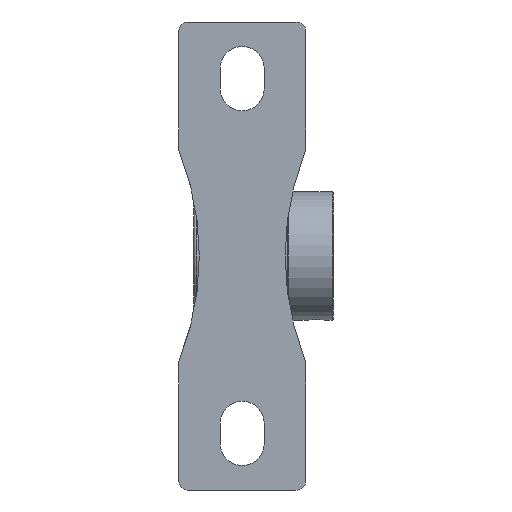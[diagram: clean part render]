
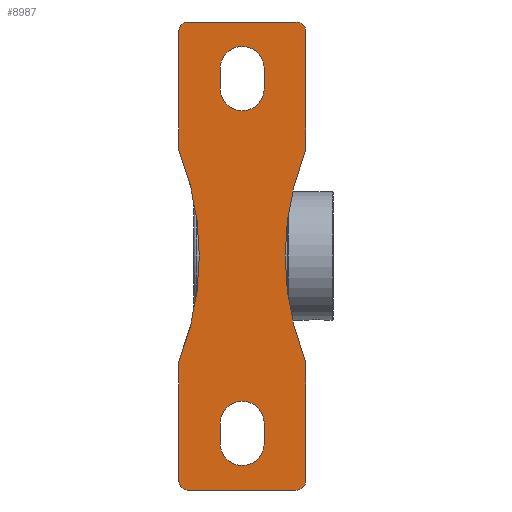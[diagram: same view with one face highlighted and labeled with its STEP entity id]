
A CAD part, front view. The second image highlights one B-rep face of the part: STEP entity #8987.
In plain terms, the highlighted face is planar.
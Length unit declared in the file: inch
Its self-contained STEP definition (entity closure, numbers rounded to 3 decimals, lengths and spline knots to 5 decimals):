
#286=CARTESIAN_POINT('',(0.5,0.,0.));
#287=VERTEX_POINT('',#286);
#313=CARTESIAN_POINT('',(0.73113,-1.20875,0.));
#314=VERTEX_POINT('',#313);
#321=CARTESIAN_POINT('',(3.77626,0.,0.));
#322=DIRECTION('',(0.,0.,1.));
#323=DIRECTION('',(1.,0.,-0.));
#324=AXIS2_PLACEMENT_3D('',#321,#322,#323);
#325=CIRCLE('',#324,3.27626);
#326=EDGE_CURVE('',#287,#314,#325,.T.);
#4652=CARTESIAN_POINT('',(0.73819,1.24565,0.));
#4653=VERTEX_POINT('',#4652);
#4660=CARTESIAN_POINT('',(0.73819,2.62638,0.));
#4661=VERTEX_POINT('',#4660);
#4662=CARTESIAN_POINT('',(0.73819,2.68701,0.));
#4663=DIRECTION('',(0.,-1.,0.));
#4664=VECTOR('',#4663,0.54359);
#4665=LINE('',#4662,#4664);
#4666=EDGE_CURVE('',#4661,#4653,#4665,.T.);
#4748=CARTESIAN_POINT('',(0.73113,1.20875,0.));
#4749=VERTEX_POINT('',#4748);
#4756=CARTESIAN_POINT('',(0.63819,1.24565,0.));
#4757=DIRECTION('',(0.,0.,1.));
#4758=DIRECTION('',(0.982,-0.188,0.));
#4759=AXIS2_PLACEMENT_3D('',#4756,#4757,#4758);
#4760=CIRCLE('',#4759,0.1);
#4761=EDGE_CURVE('',#4749,#4653,#4760,.T.);
#5738=CARTESIAN_POINT('',(-0.73819,-1.24565,0.));
#5739=VERTEX_POINT('',#5738);
#5746=CARTESIAN_POINT('',(-0.73819,-2.62638,0.));
#5747=VERTEX_POINT('',#5746);
#5748=CARTESIAN_POINT('',(-0.73819,-2.68701,0.));
#5749=DIRECTION('',(0.,1.,0.));
#5750=VECTOR('',#5749,0.54359);
#5751=LINE('',#5748,#5750);
#5752=EDGE_CURVE('',#5747,#5739,#5751,.T.);
#5770=CARTESIAN_POINT('',(-0.73113,-1.20875,0.));
#5771=VERTEX_POINT('',#5770);
#5778=CARTESIAN_POINT('',(-0.63819,-1.24565,0.));
#5779=DIRECTION('',(0.,0.,1.));
#5780=DIRECTION('',(-0.982,0.188,0.));
#5781=AXIS2_PLACEMENT_3D('',#5778,#5779,#5780);
#5782=CIRCLE('',#5781,0.1);
#5783=EDGE_CURVE('',#5771,#5739,#5782,.T.);
#5905=CARTESIAN_POINT('',(-0.5,-0.,0.));
#5906=VERTEX_POINT('',#5905);
#6033=CARTESIAN_POINT('',(-0.73113,1.20875,0.));
#6034=VERTEX_POINT('',#6033);
#6041=CARTESIAN_POINT('',(-3.77626,0.,0.));
#6042=DIRECTION('',(0.,0.,-1.));
#6043=DIRECTION('',(-1.,0.,0.));
#6044=AXIS2_PLACEMENT_3D('',#6041,#6042,#6043);
#6045=CIRCLE('',#6044,3.27626);
#6046=EDGE_CURVE('',#6034,#5906,#6045,.T.);
#8683=CARTESIAN_POINT('',(0.63819,2.72638,0.));
#8684=VERTEX_POINT('',#8683);
#8691=CARTESIAN_POINT('',(-0.63819,2.72638,0.));
#8692=VERTEX_POINT('',#8691);
#8693=CARTESIAN_POINT('',(-0.25126,2.72638,0.));
#8694=DIRECTION('',(1.,0.,-0.));
#8695=VECTOR('',#8694,0.50251);
#8696=LINE('',#8693,#8695);
#8697=EDGE_CURVE('',#8692,#8684,#8696,.T.);
#8715=CARTESIAN_POINT('',(0.63819,2.62638,0.));
#8716=DIRECTION('',(0.,-0.,1.));
#8717=DIRECTION('',(0.707,0.707,0.));
#8718=AXIS2_PLACEMENT_3D('',#8715,#8716,#8717);
#8719=CIRCLE('',#8718,0.1);
#8720=EDGE_CURVE('',#4661,#8684,#8719,.T.);
#8805=CARTESIAN_POINT('',(0.63819,-2.72638,0.));
#8806=VERTEX_POINT('',#8805);
#8813=CARTESIAN_POINT('',(0.73819,-2.62638,0.));
#8814=VERTEX_POINT('',#8813);
#8815=CARTESIAN_POINT('',(0.63819,-2.62638,0.));
#8816=DIRECTION('',(0.,0.,1.));
#8817=DIRECTION('',(0.707,-0.707,0.));
#8818=AXIS2_PLACEMENT_3D('',#8815,#8816,#8817);
#8819=CIRCLE('',#8818,0.1);
#8820=EDGE_CURVE('',#8806,#8814,#8819,.T.);
#8831=CARTESIAN_POINT('',(0.33303,-1.40936,0.));
#8832=DIRECTION('',(0.,0.,1.));
#8833=DIRECTION('',(1.,0.,0.));
#8834=AXIS2_PLACEMENT_3D('',#8831,#8832,#8833);
#8835=PLANE('',#8834);
#8836=ORIENTED_EDGE('',*,*,#8720,.F.);
#8837=ORIENTED_EDGE('',*,*,#4666,.T.);
#8838=ORIENTED_EDGE('',*,*,#4761,.F.);
#8839=CARTESIAN_POINT('',(3.77626,0.,0.));
#8840=DIRECTION('',(0.,0.,1.));
#8841=DIRECTION('',(1.,0.,-0.));
#8842=AXIS2_PLACEMENT_3D('',#8839,#8840,#8841);
#8843=CIRCLE('',#8842,3.27626);
#8844=EDGE_CURVE('',#4749,#287,#8843,.T.);
#8845=ORIENTED_EDGE('',*,*,#8844,.T.);
#8846=ORIENTED_EDGE('',*,*,#326,.T.);
#8847=CARTESIAN_POINT('',(0.73819,-1.24565,0.));
#8848=VERTEX_POINT('',#8847);
#8849=CARTESIAN_POINT('',(0.63819,-1.24565,0.));
#8850=DIRECTION('',(0.,-0.,1.));
#8851=DIRECTION('',(0.982,0.188,0.));
#8852=AXIS2_PLACEMENT_3D('',#8849,#8850,#8851);
#8853=CIRCLE('',#8852,0.1);
#8854=EDGE_CURVE('',#8848,#314,#8853,.T.);
#8855=ORIENTED_EDGE('',*,*,#8854,.F.);
#8856=CARTESIAN_POINT('',(0.73819,-2.68701,0.));
#8857=DIRECTION('',(0.,1.,0.));
#8858=VECTOR('',#8857,0.54359);
#8859=LINE('',#8856,#8858);
#8860=EDGE_CURVE('',#8814,#8848,#8859,.T.);
#8861=ORIENTED_EDGE('',*,*,#8860,.F.);
#8862=ORIENTED_EDGE('',*,*,#8820,.F.);
#8863=CARTESIAN_POINT('',(-0.63819,-2.72638,0.));
#8864=VERTEX_POINT('',#8863);
#8865=CARTESIAN_POINT('',(-0.25126,-2.72638,0.));
#8866=DIRECTION('',(1.,0.,-0.));
#8867=VECTOR('',#8866,0.50251);
#8868=LINE('',#8865,#8867);
#8869=EDGE_CURVE('',#8864,#8806,#8868,.T.);
#8870=ORIENTED_EDGE('',*,*,#8869,.F.);
#8871=CARTESIAN_POINT('',(-0.63819,-2.62638,0.));
#8872=DIRECTION('',(0.,0.,1.));
#8873=DIRECTION('',(-0.707,-0.707,0.));
#8874=AXIS2_PLACEMENT_3D('',#8871,#8872,#8873);
#8875=CIRCLE('',#8874,0.1);
#8876=EDGE_CURVE('',#5747,#8864,#8875,.T.);
#8877=ORIENTED_EDGE('',*,*,#8876,.F.);
#8878=ORIENTED_EDGE('',*,*,#5752,.T.);
#8879=ORIENTED_EDGE('',*,*,#5783,.F.);
#8880=CARTESIAN_POINT('',(-3.77626,0.,0.));
#8881=DIRECTION('',(0.,0.,-1.));
#8882=DIRECTION('',(-1.,0.,0.));
#8883=AXIS2_PLACEMENT_3D('',#8880,#8881,#8882);
#8884=CIRCLE('',#8883,3.27626);
#8885=EDGE_CURVE('',#5906,#5771,#8884,.T.);
#8886=ORIENTED_EDGE('',*,*,#8885,.F.);
#8887=ORIENTED_EDGE('',*,*,#6046,.F.);
#8888=CARTESIAN_POINT('',(-0.73819,1.24565,0.));
#8889=VERTEX_POINT('',#8888);
#8890=CARTESIAN_POINT('',(-0.63819,1.24565,0.));
#8891=DIRECTION('',(0.,0.,1.));
#8892=DIRECTION('',(-0.982,-0.188,0.));
#8893=AXIS2_PLACEMENT_3D('',#8890,#8891,#8892);
#8894=CIRCLE('',#8893,0.1);
#8895=EDGE_CURVE('',#8889,#6034,#8894,.T.);
#8896=ORIENTED_EDGE('',*,*,#8895,.F.);
#8897=CARTESIAN_POINT('',(-0.73819,2.62638,0.));
#8898=VERTEX_POINT('',#8897);
#8899=CARTESIAN_POINT('',(-0.73819,2.68701,0.));
#8900=DIRECTION('',(0.,-1.,0.));
#8901=VECTOR('',#8900,0.54359);
#8902=LINE('',#8899,#8901);
#8903=EDGE_CURVE('',#8898,#8889,#8902,.T.);
#8904=ORIENTED_EDGE('',*,*,#8903,.F.);
#8905=CARTESIAN_POINT('',(-0.63819,2.62638,0.));
#8906=DIRECTION('',(0.,0.,1.));
#8907=DIRECTION('',(-0.707,0.707,0.));
#8908=AXIS2_PLACEMENT_3D('',#8905,#8906,#8907);
#8909=CIRCLE('',#8908,0.1);
#8910=EDGE_CURVE('',#8692,#8898,#8909,.T.);
#8911=ORIENTED_EDGE('',*,*,#8910,.F.);
#8912=ORIENTED_EDGE('',*,*,#8697,.T.);
#8913=EDGE_LOOP('',(#8836,#8837,#8838,#8845,#8846,#8855,#8861,#8862,#8870,#8877,#8878,#8879,#8886,#8887,#8896,#8904,#8911,#8912));
#8914=FACE_BOUND('',#8913,.T.);
#8915=CARTESIAN_POINT('',(0.25591,2.18504,0.));
#8916=VERTEX_POINT('',#8915);
#8917=CARTESIAN_POINT('',(-0.25591,2.18504,0.));
#8918=VERTEX_POINT('',#8917);
#8919=CARTESIAN_POINT('',(0.,2.18504,0.));
#8920=DIRECTION('',(0.,0.,1.));
#8921=DIRECTION('',(-1.,0.,0.));
#8922=AXIS2_PLACEMENT_3D('',#8919,#8920,#8921);
#8923=CIRCLE('',#8922,0.25591);
#8924=EDGE_CURVE('',#8916,#8918,#8923,.T.);
#8925=ORIENTED_EDGE('',*,*,#8924,.T.);
#8926=CARTESIAN_POINT('',(-0.25591,1.94882,0.));
#8927=VERTEX_POINT('',#8926);
#8928=CARTESIAN_POINT('',(-0.25591,1.05959,0.));
#8929=DIRECTION('',(0.,-1.,0.));
#8930=VECTOR('',#8929,0.093);
#8931=LINE('',#8928,#8930);
#8932=EDGE_CURVE('',#8918,#8927,#8931,.T.);
#8933=ORIENTED_EDGE('',*,*,#8932,.T.);
#8934=CARTESIAN_POINT('',(0.25591,1.94882,0.));
#8935=VERTEX_POINT('',#8934);
#8936=CARTESIAN_POINT('',(0.,1.94882,0.));
#8937=DIRECTION('',(0.,0.,1.));
#8938=DIRECTION('',(-1.,0.,0.));
#8939=AXIS2_PLACEMENT_3D('',#8936,#8937,#8938);
#8940=CIRCLE('',#8939,0.25591);
#8941=EDGE_CURVE('',#8927,#8935,#8940,.T.);
#8942=ORIENTED_EDGE('',*,*,#8941,.T.);
#8943=CARTESIAN_POINT('',(0.25591,0.96659,0.));
#8944=DIRECTION('',(0.,1.,0.));
#8945=VECTOR('',#8944,0.093);
#8946=LINE('',#8943,#8945);
#8947=EDGE_CURVE('',#8935,#8916,#8946,.T.);
#8948=ORIENTED_EDGE('',*,*,#8947,.T.);
#8949=EDGE_LOOP('',(#8925,#8933,#8942,#8948));
#8950=FACE_BOUND('',#8949,.T.);
#8951=CARTESIAN_POINT('',(0.25591,-1.94882,0.));
#8952=VERTEX_POINT('',#8951);
#8953=CARTESIAN_POINT('',(-0.25591,-1.94882,0.));
#8954=VERTEX_POINT('',#8953);
#8955=CARTESIAN_POINT('',(-0.,-1.94882,0.));
#8956=DIRECTION('',(0.,0.,1.));
#8957=DIRECTION('',(1.,0.,-0.));
#8958=AXIS2_PLACEMENT_3D('',#8955,#8956,#8957);
#8959=CIRCLE('',#8958,0.25591);
#8960=EDGE_CURVE('',#8952,#8954,#8959,.T.);
#8961=ORIENTED_EDGE('',*,*,#8960,.T.);
#8962=CARTESIAN_POINT('',(-0.25591,-2.18504,0.));
#8963=VERTEX_POINT('',#8962);
#8964=CARTESIAN_POINT('',(-0.25591,-1.82109,0.));
#8965=DIRECTION('',(0.,-1.,0.));
#8966=VECTOR('',#8965,0.093);
#8967=LINE('',#8964,#8966);
#8968=EDGE_CURVE('',#8954,#8963,#8967,.T.);
#8969=ORIENTED_EDGE('',*,*,#8968,.T.);
#8970=CARTESIAN_POINT('',(0.25591,-2.18504,0.));
#8971=VERTEX_POINT('',#8970);
#8972=CARTESIAN_POINT('',(0.,-2.18504,0.));
#8973=DIRECTION('',(0.,0.,1.));
#8974=DIRECTION('',(-1.,0.,0.));
#8975=AXIS2_PLACEMENT_3D('',#8972,#8973,#8974);
#8976=CIRCLE('',#8975,0.25591);
#8977=EDGE_CURVE('',#8963,#8971,#8976,.T.);
#8978=ORIENTED_EDGE('',*,*,#8977,.T.);
#8979=CARTESIAN_POINT('',(0.25591,-1.91409,0.));
#8980=DIRECTION('',(0.,1.,0.));
#8981=VECTOR('',#8980,0.093);
#8982=LINE('',#8979,#8981);
#8983=EDGE_CURVE('',#8971,#8952,#8982,.T.);
#8984=ORIENTED_EDGE('',*,*,#8983,.T.);
#8985=EDGE_LOOP('',(#8961,#8969,#8978,#8984));
#8986=FACE_BOUND('',#8985,.T.);
#8987=ADVANCED_FACE('',(#8914,#8950,#8986),#8835,.F.);
